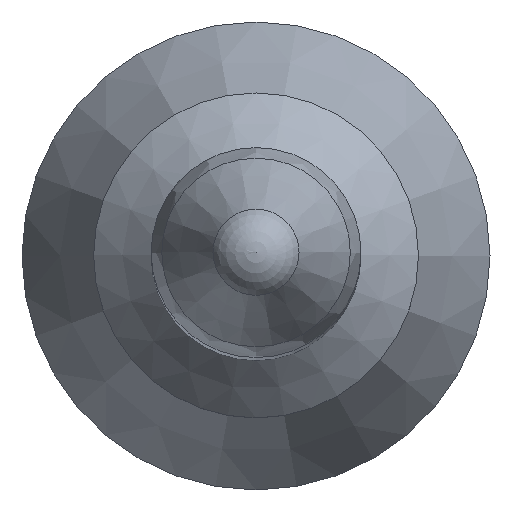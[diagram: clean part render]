
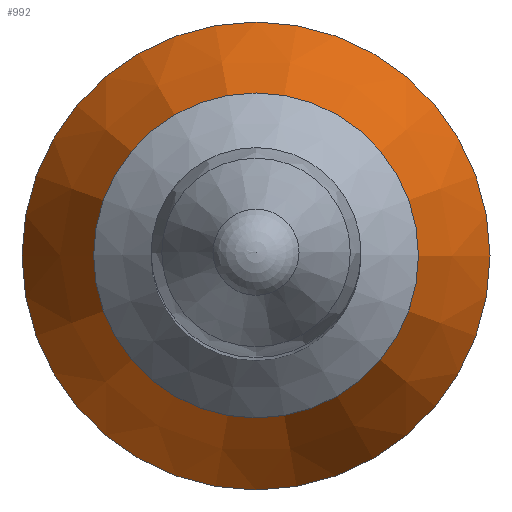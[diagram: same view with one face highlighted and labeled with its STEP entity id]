
A CAD part, top view. The second image highlights one B-rep face of the part: STEP entity #992.
In plain terms, the highlighted conical face has half-angle 24.513 degrees and reference radius 0.9 mm.
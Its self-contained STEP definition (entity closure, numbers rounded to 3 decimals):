
#886=CONICAL_SURFACE('',#3679,0.9,24.513);
#992=ADVANCED_FACE('',(#1170,#1171),#886,.T.);
#1170=FACE_BOUND('',#1240,.T.);
#1171=FACE_BOUND('',#1241,.T.);
#1240=EDGE_LOOP('',(#1460));
#1241=EDGE_LOOP('',(#1461));
#1460=ORIENTED_EDGE('',*,*,#2213,.F.);
#1461=ORIENTED_EDGE('',*,*,#2212,.T.);
#2015=VERTEX_POINT('',#5030);
#2016=VERTEX_POINT('',#5033);
#2212=EDGE_CURVE('',#2015,#2015,#2483,.T.);
#2213=EDGE_CURVE('',#2016,#2016,#2484,.T.);
#2483=CIRCLE('',#3676,0.9);
#2484=CIRCLE('',#3678,1.75);
#3676=AXIS2_PLACEMENT_3D('',#5029,#4048,#4049);
#3678=AXIS2_PLACEMENT_3D('',#5032,#4052,#4053);
#3679=AXIS2_PLACEMENT_3D('',#5034,#4054,#4055);
#4048=DIRECTION('',(0.,0.,-1.));
#4049=DIRECTION('',(-1.,0.,0.));
#4052=DIRECTION('',(0.,0.,-1.));
#4053=DIRECTION('',(-1.,0.,0.));
#4054=DIRECTION('',(0.,0.,-1.));
#4055=DIRECTION('',(-1.,0.,0.));
#5029=CARTESIAN_POINT('',(0.,0.,10.664));
#5030=CARTESIAN_POINT('',(-0.9,0.,10.664));
#5032=CARTESIAN_POINT('',(0.,0.,8.8));
#5033=CARTESIAN_POINT('',(-1.75,0.,8.8));
#5034=CARTESIAN_POINT('',(0.,0.,10.664));
